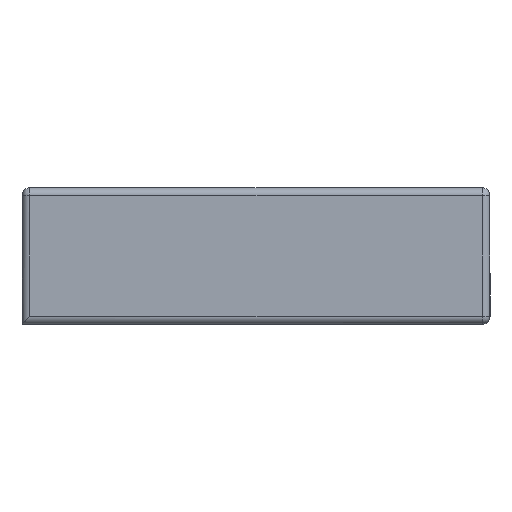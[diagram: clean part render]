
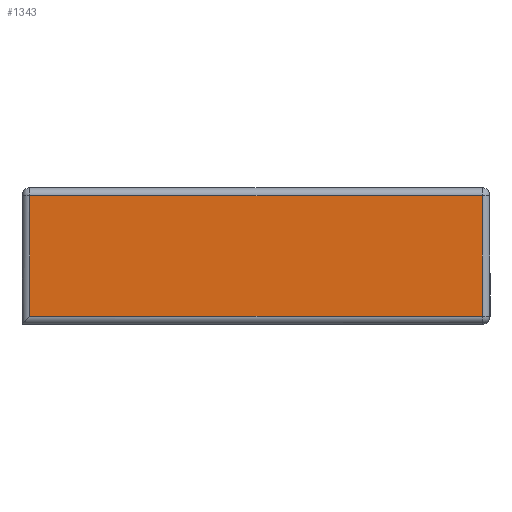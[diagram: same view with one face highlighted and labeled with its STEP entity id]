
A CAD part, left-side view. The second image highlights one B-rep face of the part: STEP entity #1343.
In plain terms, the highlighted planar face has unit normal (-1, 0, 0).
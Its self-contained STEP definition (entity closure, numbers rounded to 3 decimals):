
#18 = CARTESIAN_POINT ( 'NONE',  ( -4.3, 5.8, 1.55 ) ) ;
#26 = DIRECTION ( 'NONE',  ( 0., 0., 1. ) ) ;
#54 = VECTOR ( 'NONE', #815, 1000. ) ;
#163 = FACE_OUTER_BOUND ( 'NONE', #1717, .T. ) ;
#269 = DIRECTION ( 'NONE',  ( 1., 0., 0. ) ) ;
#278 = PLANE ( 'NONE',  #407 ) ;
#321 = VERTEX_POINT ( 'NONE', #835 ) ;
#345 = DIRECTION ( 'NONE',  ( 0., 1., 0. ) ) ;
#379 = EDGE_CURVE ( 'NONE', #1509, #1344, #926, .T. ) ;
#407 = AXIS2_PLACEMENT_3D ( 'NONE', #1353, #269, #660 ) ;
#417 = CARTESIAN_POINT ( 'NONE',  ( -4.3, -5.8, 1.75 ) ) ;
#423 = DIRECTION ( 'NONE',  ( 0., -1., 0. ) ) ;
#432 = CARTESIAN_POINT ( 'NONE',  ( -4.3, -6., -1.55 ) ) ;
#437 = ORIENTED_EDGE ( 'NONE', *, *, #933, .T. ) ;
#546 = VERTEX_POINT ( 'NONE', #1164 ) ;
#660 = DIRECTION ( 'NONE',  ( 0., 0., -1. ) ) ;
#697 = EDGE_CURVE ( 'NONE', #1344, #546, #1477, .T. ) ;
#815 = DIRECTION ( 'NONE',  ( 0., 0., -1. ) ) ;
#835 = CARTESIAN_POINT ( 'NONE',  ( -4.3, -5.8, -1.55 ) ) ;
#845 = VECTOR ( 'NONE', #345, 1000. ) ;
#863 = ORIENTED_EDGE ( 'NONE', *, *, #697, .T. ) ;
#926 = LINE ( 'NONE', #1665, #845 ) ;
#933 = EDGE_CURVE ( 'NONE', #321, #1509, #1672, .T. ) ;
#968 = CARTESIAN_POINT ( 'NONE',  ( -4.3, -5.8, 1.55 ) ) ;
#1003 = ORIENTED_EDGE ( 'NONE', *, *, #379, .T. ) ;
#1164 = CARTESIAN_POINT ( 'NONE',  ( -4.3, 5.8, -1.55 ) ) ;
#1204 = LINE ( 'NONE', #432, #1314 ) ;
#1314 = VECTOR ( 'NONE', #423, 1000. ) ;
#1343 = ADVANCED_FACE ( 'NONE', ( #163 ), #278, .F. ) ;
#1344 = VERTEX_POINT ( 'NONE', #18 ) ;
#1353 = CARTESIAN_POINT ( 'NONE',  ( -4.3, -6., 1.75 ) ) ;
#1471 = EDGE_CURVE ( 'NONE', #546, #321, #1204, .T. ) ;
#1477 = LINE ( 'NONE', #1619, #54 ) ;
#1509 = VERTEX_POINT ( 'NONE', #968 ) ;
#1566 = VECTOR ( 'NONE', #26, 1000. ) ;
#1589 = ORIENTED_EDGE ( 'NONE', *, *, #1471, .T. ) ;
#1619 = CARTESIAN_POINT ( 'NONE',  ( -4.3, 5.8, 1.75 ) ) ;
#1665 = CARTESIAN_POINT ( 'NONE',  ( -4.3, -6., 1.55 ) ) ;
#1672 = LINE ( 'NONE', #417, #1566 ) ;
#1717 = EDGE_LOOP ( 'NONE', ( #863, #1589, #437, #1003 ) ) ;
